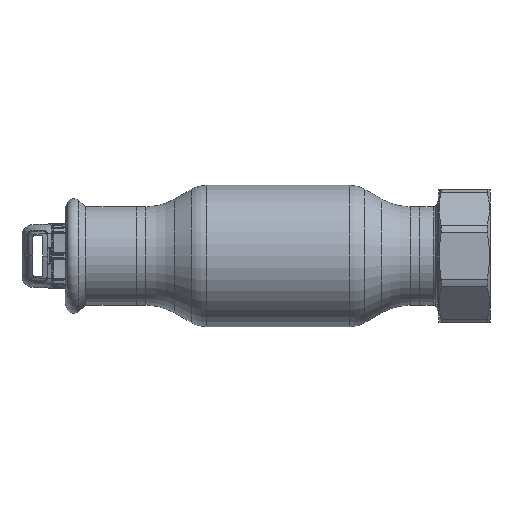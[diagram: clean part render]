
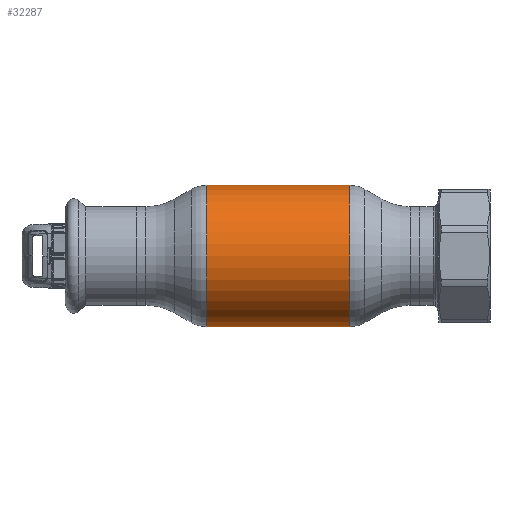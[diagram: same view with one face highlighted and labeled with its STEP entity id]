
A CAD part, front view. The second image highlights one B-rep face of the part: STEP entity #32287.
In plain terms, the highlighted cylindrical face has radius 27.5 mm (diameter 55 mm), a partial arc.
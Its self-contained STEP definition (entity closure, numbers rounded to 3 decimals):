
#1685 = LINE ( 'NONE', #45442, #28837 ) ;
#7469 = ORIENTED_EDGE ( 'NONE', *, *, #59098, .T. ) ;
#8112 = CARTESIAN_POINT ( 'NONE',  ( -62.69, 0., 27.5 ) ) ;
#9830 = CARTESIAN_POINT ( 'NONE',  ( -62.69, 0., 0. ) ) ;
#11181 = DIRECTION ( 'NONE',  ( -1., 0., 0. ) ) ;
#12560 = DIRECTION ( 'NONE',  ( -1., 0., 0. ) ) ;
#13774 = VERTEX_POINT ( 'NONE', #21218 ) ;
#14413 = AXIS2_PLACEMENT_3D ( 'NONE', #9830, #28797, #43316 ) ;
#15761 = EDGE_CURVE ( 'NONE', #13774, #40078, #1685, .T. ) ;
#16664 = VECTOR ( 'NONE', #12560, 1000. ) ;
#17753 = AXIS2_PLACEMENT_3D ( 'NONE', #43218, #62103, #28699 ) ;
#19440 = CARTESIAN_POINT ( 'NONE',  ( -27.785, 0., -27.5 ) ) ;
#20061 = EDGE_CURVE ( 'NONE', #47364, #44917, #56547, .T. ) ;
#20188 = FACE_OUTER_BOUND ( 'NONE', #31796, .T. ) ;
#21218 = CARTESIAN_POINT ( 'NONE',  ( 27.785, 0., -27.5 ) ) ;
#25323 = EDGE_CURVE ( 'NONE', #40078, #44917, #54380, .T. ) ;
#25664 = DIRECTION ( 'NONE',  ( -1., 0., 0. ) ) ;
#27552 = ORIENTED_EDGE ( 'NONE', *, *, #20061, .T. ) ;
#28699 = DIRECTION ( 'NONE',  ( 0., 0., 1. ) ) ;
#28797 = DIRECTION ( 'NONE',  ( -1., 0., 0. ) ) ;
#28837 = VECTOR ( 'NONE', #25664, 1000. ) ;
#30137 = CARTESIAN_POINT ( 'NONE',  ( 27.785, 0., 0. ) ) ;
#31796 = EDGE_LOOP ( 'NONE', ( #49074, #7469, #27552, #38319 ) ) ;
#32287 = ADVANCED_FACE ( 'NONE', ( #20188 ), #57103, .T. ) ;
#37566 = AXIS2_PLACEMENT_3D ( 'NONE', #30137, #11181, #59380 ) ;
#38319 = ORIENTED_EDGE ( 'NONE', *, *, #25323, .F. ) ;
#38891 = CARTESIAN_POINT ( 'NONE',  ( 27.785, 0., 27.5 ) ) ;
#40078 = VERTEX_POINT ( 'NONE', #19440 ) ;
#43218 = CARTESIAN_POINT ( 'NONE',  ( -27.785, 0., 0. ) ) ;
#43316 = DIRECTION ( 'NONE',  ( 0., 0., 1. ) ) ;
#44917 = VERTEX_POINT ( 'NONE', #52169 ) ;
#45442 = CARTESIAN_POINT ( 'NONE',  ( -62.69, 0., -27.5 ) ) ;
#46417 = CIRCLE ( 'NONE', #37566, 27.5 ) ;
#47364 = VERTEX_POINT ( 'NONE', #38891 ) ;
#49074 = ORIENTED_EDGE ( 'NONE', *, *, #15761, .F. ) ;
#52169 = CARTESIAN_POINT ( 'NONE',  ( -27.785, 0., 27.5 ) ) ;
#54380 = CIRCLE ( 'NONE', #17753, 27.5 ) ;
#56547 = LINE ( 'NONE', #8112, #16664 ) ;
#57103 = CYLINDRICAL_SURFACE ( 'NONE', #14413, 27.5 ) ;
#59098 = EDGE_CURVE ( 'NONE', #13774, #47364, #46417, .T. ) ;
#59380 = DIRECTION ( 'NONE',  ( 0., 0., 1. ) ) ;
#62103 = DIRECTION ( 'NONE',  ( -1., 0., 0. ) ) ;
